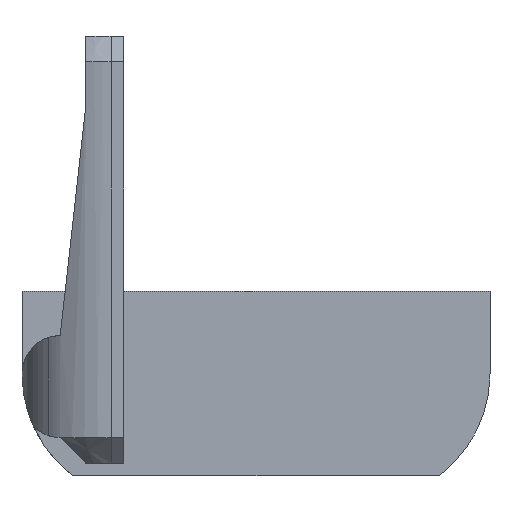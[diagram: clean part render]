
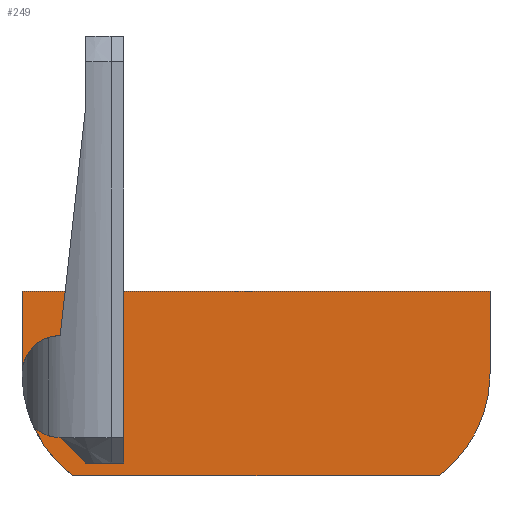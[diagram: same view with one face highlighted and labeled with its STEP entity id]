
A CAD part, front view. The second image highlights one B-rep face of the part: STEP entity #249.
In plain terms, the highlighted planar face has unit normal (0, -1, 0).
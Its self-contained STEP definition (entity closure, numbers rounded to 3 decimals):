
#10 = CARTESIAN_POINT ( 'NONE',  ( 18.369, -22., 11. ) ) ;
#27 = EDGE_CURVE ( 'NONE', #81, #149, #1199, .T. ) ;
#42 = EDGE_CURVE ( 'NONE', #1909, #81, #1317, .T. ) ;
#60 = ORIENTED_EDGE ( 'NONE', *, *, #42, .F. ) ;
#81 = VERTEX_POINT ( 'NONE', #1518 ) ;
#104 = VERTEX_POINT ( 'NONE', #533 ) ;
#113 = CARTESIAN_POINT ( 'NONE',  ( 26.738, -22., 16. ) ) ;
#123 = CARTESIAN_POINT ( 'NONE',  ( 36.738, -22., 16. ) ) ;
#128 = DIRECTION ( 'NONE',  ( 1., 0., 0. ) ) ;
#149 = VERTEX_POINT ( 'NONE', #349 ) ;
#151 = VECTOR ( 'NONE', #469, 1000. ) ;
#211 = DIRECTION ( 'NONE',  ( 0., -1., 0. ) ) ;
#249 = ADVANCED_FACE ( 'NONE', ( #1849 ), #3121, .T. ) ;
#266 = ORIENTED_EDGE ( 'NONE', *, *, #27, .F. ) ;
#286 = VERTEX_POINT ( 'NONE', #2901 ) ;
#289 = VECTOR ( 'NONE', #1956, 1000. ) ;
#307 = DIRECTION ( 'NONE',  ( 0., -1., 0. ) ) ;
#319 = CARTESIAN_POINT ( 'NONE',  ( 22.369, -22., 19. ) ) ;
#349 = CARTESIAN_POINT ( 'NONE',  ( 8., -22., 11. ) ) ;
#404 = CARTESIAN_POINT ( 'NONE',  ( 0.897, -22., 11.861 ) ) ;
#469 = DIRECTION ( 'NONE',  ( 0., 0., 1. ) ) ;
#516 = LINE ( 'NONE', #2232, #289 ) ;
#533 = CARTESIAN_POINT ( 'NONE',  ( 3., -22., 19. ) ) ;
#623 = VERTEX_POINT ( 'NONE', #123 ) ;
#703 = VECTOR ( 'NONE', #3013, 1000. ) ;
#735 = EDGE_CURVE ( 'NONE', #1924, #1774, #516, .T. ) ;
#744 = CARTESIAN_POINT ( 'NONE',  ( 3., -22., 14. ) ) ;
#862 = ORIENTED_EDGE ( 'NONE', *, *, #3171, .F. ) ;
#867 = VECTOR ( 'NONE', #1949, 1000. ) ;
#904 = ORIENTED_EDGE ( 'NONE', *, *, #1653, .F. ) ;
#909 = EDGE_CURVE ( 'NONE', #149, #1811, #1022, .T. ) ;
#924 = DIRECTION ( 'NONE',  ( 0., -1., 0. ) ) ;
#932 = CARTESIAN_POINT ( 'NONE',  ( 36.738, -22., 22.5 ) ) ;
#945 = CARTESIAN_POINT ( 'NONE',  ( 36.738, -22., 8. ) ) ;
#954 = DIRECTION ( 'NONE',  ( 1., 0., 0. ) ) ;
#959 = CARTESIAN_POINT ( 'NONE',  ( 0., -22., 11.625 ) ) ;
#1021 = CARTESIAN_POINT ( 'NONE',  ( 3., -22., 16. ) ) ;
#1022 = LINE ( 'NONE', #1336, #703 ) ;
#1051 = DIRECTION ( 'NONE',  ( -1., 0., 0. ) ) ;
#1098 = CARTESIAN_POINT ( 'NONE',  ( 32.738, -22., 8. ) ) ;
#1109 = EDGE_CURVE ( 'NONE', #3079, #286, #1483, .T. ) ;
#1124 = DIRECTION ( 'NONE',  ( 0., -1., 0. ) ) ;
#1199 = LINE ( 'NONE', #10, #2248 ) ;
#1200 = EDGE_CURVE ( 'NONE', #623, #3079, #3167, .T. ) ;
#1222 = DIRECTION ( 'NONE',  ( -1., 0., 0. ) ) ;
#1236 = CARTESIAN_POINT ( 'NONE',  ( 36.738, -22., 22.5 ) ) ;
#1263 = CIRCLE ( 'NONE', #3077, 3. ) ;
#1317 = CIRCLE ( 'NONE', #2663, 3. ) ;
#1326 = AXIS2_PLACEMENT_3D ( 'NONE', #113, #1124, #128 ) ;
#1332 = ORIENTED_EDGE ( 'NONE', *, *, #1109, .T. ) ;
#1336 = CARTESIAN_POINT ( 'NONE',  ( 8., -22., 9.5 ) ) ;
#1338 = EDGE_CURVE ( 'NONE', #1811, #104, #2740, .T. ) ;
#1343 = DIRECTION ( 'NONE',  ( 0., -1., 0. ) ) ;
#1346 = EDGE_CURVE ( 'NONE', #1924, #623, #1589, .T. ) ;
#1408 = VERTEX_POINT ( 'NONE', #1612 ) ;
#1454 = ORIENTED_EDGE ( 'NONE', *, *, #735, .F. ) ;
#1480 = CIRCLE ( 'NONE', #2159, 3. ) ;
#1483 = LINE ( 'NONE', #932, #3182 ) ;
#1518 = CARTESIAN_POINT ( 'NONE',  ( 3., -22., 11. ) ) ;
#1555 = DIRECTION ( 'NONE',  ( -0.707, 0., -0.707 ) ) ;
#1575 = ORIENTED_EDGE ( 'NONE', *, *, #1338, .F. ) ;
#1589 = CIRCLE ( 'NONE', #1326, 10. ) ;
#1612 = CARTESIAN_POINT ( 'NONE',  ( 0., -22., 16. ) ) ;
#1653 = EDGE_CURVE ( 'NONE', #104, #2383, #1263, .T. ) ;
#1716 = EDGE_CURVE ( 'NONE', #286, #1408, #2679, .T. ) ;
#1774 = VERTEX_POINT ( 'NONE', #2022 ) ;
#1811 = VERTEX_POINT ( 'NONE', #2980 ) ;
#1849 = FACE_OUTER_BOUND ( 'NONE', #2681, .T. ) ;
#1875 = ORIENTED_EDGE ( 'NONE', *, *, #909, .F. ) ;
#1909 = VERTEX_POINT ( 'NONE', #404 ) ;
#1924 = VERTEX_POINT ( 'NONE', #1098 ) ;
#1949 = DIRECTION ( 'NONE',  ( 0., 0., -1. ) ) ;
#1956 = DIRECTION ( 'NONE',  ( -1., 0., 0. ) ) ;
#2022 = CARTESIAN_POINT ( 'NONE',  ( 4., -22., 8. ) ) ;
#2127 = ORIENTED_EDGE ( 'NONE', *, *, #1716, .T. ) ;
#2146 = AXIS2_PLACEMENT_3D ( 'NONE', #2423, #211, #2608 ) ;
#2159 = AXIS2_PLACEMENT_3D ( 'NONE', #1021, #307, #2570 ) ;
#2168 = CARTESIAN_POINT ( 'NONE',  ( 3., -22., 16. ) ) ;
#2232 = CARTESIAN_POINT ( 'NONE',  ( 36.738, -22., 8. ) ) ;
#2248 = VECTOR ( 'NONE', #954, 1000. ) ;
#2383 = VERTEX_POINT ( 'NONE', #2879 ) ;
#2423 = CARTESIAN_POINT ( 'NONE',  ( 10., -22., 16. ) ) ;
#2427 = DIRECTION ( 'NONE',  ( -0.707, 0., 0.707 ) ) ;
#2457 = ORIENTED_EDGE ( 'NONE', *, *, #2634, .T. ) ;
#2570 = DIRECTION ( 'NONE',  ( -0.707, 0., 0.707 ) ) ;
#2590 = DIRECTION ( 'NONE',  ( 0., 0., -1. ) ) ;
#2608 = DIRECTION ( 'NONE',  ( 0., 0., -1. ) ) ;
#2634 = EDGE_CURVE ( 'NONE', #1909, #1774, #2755, .T. ) ;
#2663 = AXIS2_PLACEMENT_3D ( 'NONE', #744, #1343, #1555 ) ;
#2679 = LINE ( 'NONE', #959, #867 ) ;
#2681 = EDGE_LOOP ( 'NONE', ( #2457, #1454, #2696, #2890, #1332, #2127, #862, #904, #1575, #1875, #266, #60 ) ) ;
#2696 = ORIENTED_EDGE ( 'NONE', *, *, #1346, .T. ) ;
#2722 = VECTOR ( 'NONE', #1051, 1000. ) ;
#2740 = LINE ( 'NONE', #319, #2722 ) ;
#2755 = CIRCLE ( 'NONE', #2146, 10. ) ;
#2835 = CARTESIAN_POINT ( 'NONE',  ( 36.738, -22., 8. ) ) ;
#2879 = CARTESIAN_POINT ( 'NONE',  ( 0.879, -22., 18.121 ) ) ;
#2890 = ORIENTED_EDGE ( 'NONE', *, *, #1200, .T. ) ;
#2901 = CARTESIAN_POINT ( 'NONE',  ( 0., -22., 22.5 ) ) ;
#2980 = CARTESIAN_POINT ( 'NONE',  ( 8., -22., 19. ) ) ;
#3013 = DIRECTION ( 'NONE',  ( 0., 0., 1. ) ) ;
#3018 = AXIS2_PLACEMENT_3D ( 'NONE', #2835, #924, #2590 ) ;
#3077 = AXIS2_PLACEMENT_3D ( 'NONE', #2168, #3149, #2427 ) ;
#3079 = VERTEX_POINT ( 'NONE', #1236 ) ;
#3121 = PLANE ( 'NONE',  #3018 ) ;
#3149 = DIRECTION ( 'NONE',  ( 0., -1., 0. ) ) ;
#3167 = LINE ( 'NONE', #945, #151 ) ;
#3171 = EDGE_CURVE ( 'NONE', #2383, #1408, #1480, .T. ) ;
#3182 = VECTOR ( 'NONE', #1222, 1000. ) ;
